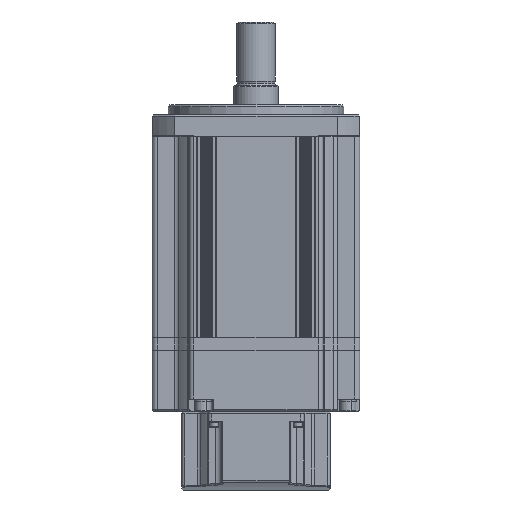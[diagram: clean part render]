
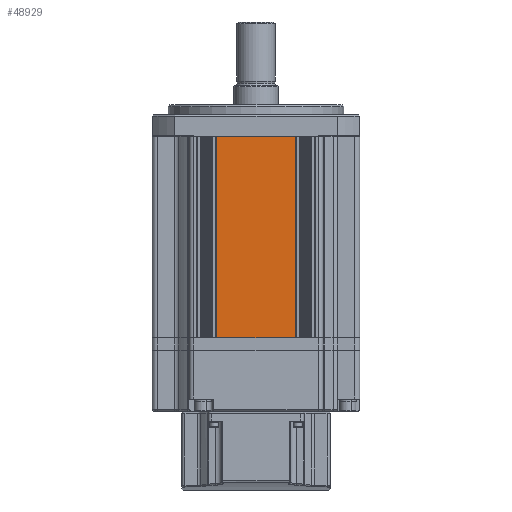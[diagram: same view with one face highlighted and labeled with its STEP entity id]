
A CAD part, front view. The second image highlights one B-rep face of the part: STEP entity #48929.
In plain terms, the highlighted planar face has unit normal (0, -1, 0).
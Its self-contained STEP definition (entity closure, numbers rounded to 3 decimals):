
#3679 = LINE ( 'NONE', #3689, #105942 ) ;
#3689 = CARTESIAN_POINT ( 'NONE',  ( 24.5, -65., -10. ) ) ;
#3742 = DIRECTION ( 'NONE',  ( 1., 0., 0. ) ) ;
#13026 = CARTESIAN_POINT ( 'NONE',  ( -24.5, -65., -10. ) ) ;
#13797 = CARTESIAN_POINT ( 'NONE',  ( 24.5, -65., -10. ) ) ;
#16610 = AXIS2_PLACEMENT_3D ( 'NONE', #64369, #64397, #64376 ) ;
#16811 = CARTESIAN_POINT ( 'NONE',  ( 24.5, -65., -136. ) ) ;
#16833 = DIRECTION ( 'NONE',  ( 1., 0., 0. ) ) ;
#16851 = LINE ( 'NONE', #16811, #30032 ) ;
#16964 = LINE ( 'NONE', #17077, #29918 ) ;
#17055 = DIRECTION ( 'NONE',  ( 0., 0., -1. ) ) ;
#17077 = CARTESIAN_POINT ( 'NONE',  ( -24.5, -65., -10. ) ) ;
#17092 = CARTESIAN_POINT ( 'NONE',  ( 24.5, -65., -10. ) ) ;
#17152 = DIRECTION ( 'NONE',  ( 0., 0., -1. ) ) ;
#17215 = LINE ( 'NONE', #17092, #29945 ) ;
#29918 = VECTOR ( 'NONE', #17055, 1000. ) ;
#29945 = VECTOR ( 'NONE', #17152, 1000. ) ;
#30032 = VECTOR ( 'NONE', #16833, 1000. ) ;
#31132 = EDGE_CURVE ( 'NONE', #36727, #36749, #16851, .T. ) ;
#31146 = EDGE_CURVE ( 'NONE', #36291, #36727, #16964, .T. ) ;
#31155 = EDGE_CURVE ( 'NONE', #36393, #36749, #17215, .T. ) ;
#36066 = ORIENTED_EDGE ( 'NONE', *, *, #31132, .T. ) ;
#36076 = ORIENTED_EDGE ( 'NONE', *, *, #31146, .T. ) ;
#36099 = ORIENTED_EDGE ( 'NONE', *, *, #31155, .F. ) ;
#36165 = ORIENTED_EDGE ( 'NONE', *, *, #48450, .F. ) ;
#36291 = VERTEX_POINT ( 'NONE', #13026 ) ;
#36393 = VERTEX_POINT ( 'NONE', #13797 ) ;
#36727 = VERTEX_POINT ( 'NONE', #88442 ) ;
#36749 = VERTEX_POINT ( 'NONE', #88519 ) ;
#48450 = EDGE_CURVE ( 'NONE', #36291, #36393, #3679, .T. ) ;
#48929 = ADVANCED_FACE ( 'NONE', ( #64387 ), #64378, .F. ) ;
#64369 = CARTESIAN_POINT ( 'NONE',  ( 24.5, -65., -10. ) ) ;
#64376 = DIRECTION ( 'NONE',  ( 0., 0., 1. ) ) ;
#64378 = PLANE ( 'NONE',  #16610 ) ;
#64387 = FACE_OUTER_BOUND ( 'NONE', #102802, .T. ) ;
#64397 = DIRECTION ( 'NONE',  ( 0., 1., 0. ) ) ;
#88442 = CARTESIAN_POINT ( 'NONE',  ( -24.5, -65., -136. ) ) ;
#88519 = CARTESIAN_POINT ( 'NONE',  ( 24.5, -65., -136. ) ) ;
#102802 = EDGE_LOOP ( 'NONE', ( #36066, #36099, #36165, #36076 ) ) ;
#105942 = VECTOR ( 'NONE', #3742, 1000. ) ;
